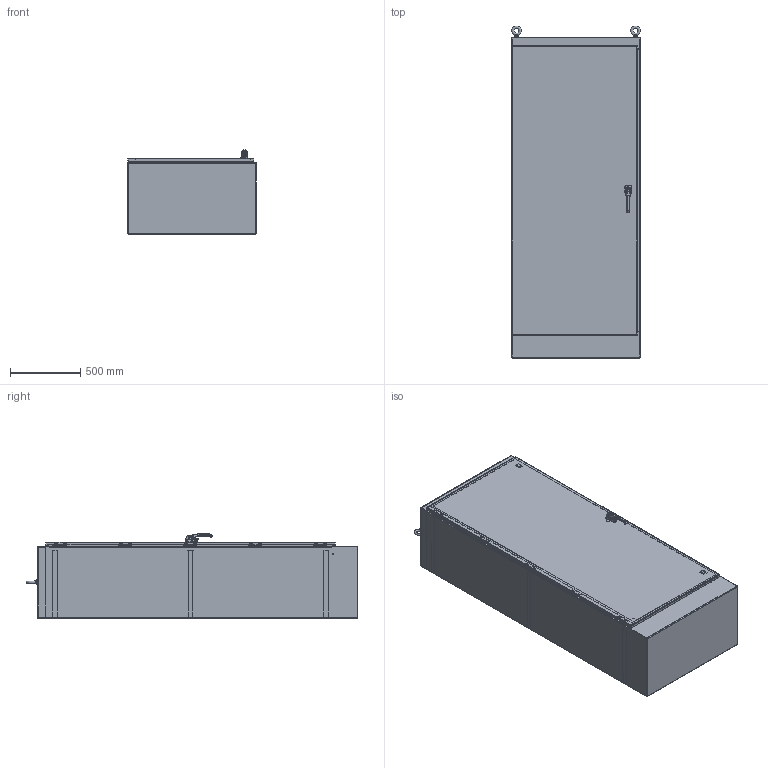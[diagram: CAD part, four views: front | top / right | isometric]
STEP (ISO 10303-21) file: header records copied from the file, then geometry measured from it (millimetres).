
FILE_DESCRIPTION(/* description */ ('BLS,NEMA4,FS,1D,REMOVABLE HINGE,90X36X20'),/* implementation_level */ '2;1');
FILE_NAME(/* name */ 'WRD903620FS4.stp',/* time_stamp */ '2016-06-15T14:54:37+05:00',/* author */ ('vdas'),/* organization */ (''),/* preprocessor_version */ 'ST-DEVELOPER v16.1',/* originating_system */ 'Autodesk Inventor 2016',/* authorisation */ '');
FILE_SCHEMA (('AUTOMOTIVE_DESIGN { 1 0 10303 214 3 1 1 }'));
Products named in the file (42): WRD903620FS4BLS; WRD3620FS4TOP; WRD3620FS4BTM; WRD9036FS4DR; 3062; 38846; FUN00102_18.75; 1091-903_AF0_1; 1091-903_AF0_2; 1091-903_AF0; PLASTIC-ROLLER-CAM_AF1; 7379-M6-8X25_AF0; LOCK-NUT_AF0; PLASTIC-ROLLER-CAM_AF0_ASM; SUPPORT-ROLL_AF0; 1091-BR11_AF0; HFW31712; 37031; 3021WIE; HFW3762; 31215; 3862; LARGE_DOOR_ROD_ASSM-37031; HFW3121; HFW31233; HFW3681; CHUTE_BOLT_GUIDE_ASSM; WRD9036FS4FIP; HFW328202; HFW328201HR; HFW328201KN; HFW328201PIN; HFW328201PSPR; HFW328201PASM; HFW372218; HFW390108; 349132; HFW3025; 316298; WRD9020FS4RS ...
Assembly tree (94 placements, depth 5):
  WRD903620FS4
    WRD903620FS4BLS
    WRD3620FS4TOP
    WRD3620FS4BTM
    WRD9036FS4DR
    3062  x2
    38846  x2
    FUN00102_18.75  x6
    HFW32450
    LARGE_DOOR_ROD_ASSM-37031
      HFW31712
        1091-903_AF0
          1091-903_AF0_1
          1091-903_AF0_2
        PLASTIC-ROLLER-CAM_AF0_ASM
          PLASTIC-ROLLER-CAM_AF1
          7379-M6-8X25_AF0
          LOCK-NUT_AF0
        SUPPORT-ROLL_AF0
        1091-BR11_AF0
      37031  x2
      3021WIE  x2
      HFW3762  x4
      31215  x2
      3862  x2
    CHUTE_BOLT_GUIDE_ASSM  x2
      HFW3121
      HFW31233
      HFW3681
    WRD9036FS4FIP
    HFW328202  x5
    HFW328201HR  x5
    HFW328201KN  x5
    HFW328201PASM  x5
      HFW328201PIN
      HFW328201PSPR
    HFW372218  x10
    HFW390108  x10
    349132  x2
    HFW3025  x2
    316298  x2
    WRD9020FS4RS
Bounding box: 917.63 x 2368.41 x 599.84 mm (x, y, z)
Volume: 23140729.7 mm3; surface area: 17437279.4 mm2
Topology: 94 solids, 1575 shells, 3829 faces, 12656 edges, 10495 vertices
Faces by surface type: plane 1580, cylinder 1269, torus 364, cone 293, bspline 232, sphere 91
Full cylindrical faces by diameter (mm): 3.2 x5, 3.9 x1, 4.2 x2, 4.5 x2, 4.978 x10, 5 x3, 5.08 x4, 5.69 x4, 5.842 x10, 6 x1, 6.128 x2, 6.172 x2, 6.337 x6, 6.345 x5, 6.35 x130, 6.41 x2, 7.023 x16, 7.112 x3, 7.144 x12, 7.938 x2, 8 x1, 8.2 x1, 8.56 x2, 9.525 x2, 10.16 x4, 10.246 x10, 12.7 x2, 13 x1, 13.2 x1, 14.287 x2
Entity records: 149107 total; most frequent: CARTESIAN_POINT 71366, DIRECTION 14581, ORIENTED_EDGE 10357, EDGE_CURVE 8542, VERTEX_POINT 7947, AXIS2_PLACEMENT_3D 5379, LINE 3823, VECTOR 3823
